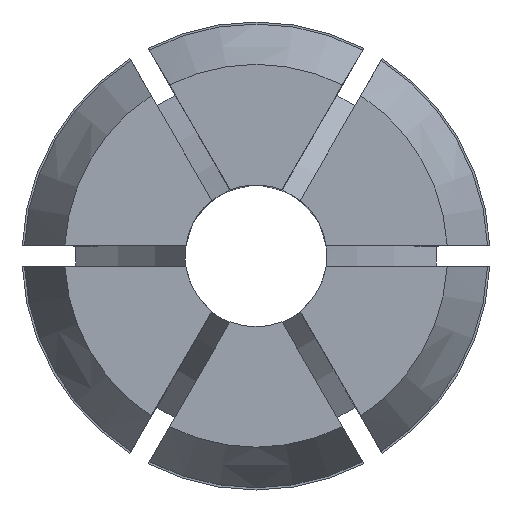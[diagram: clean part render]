
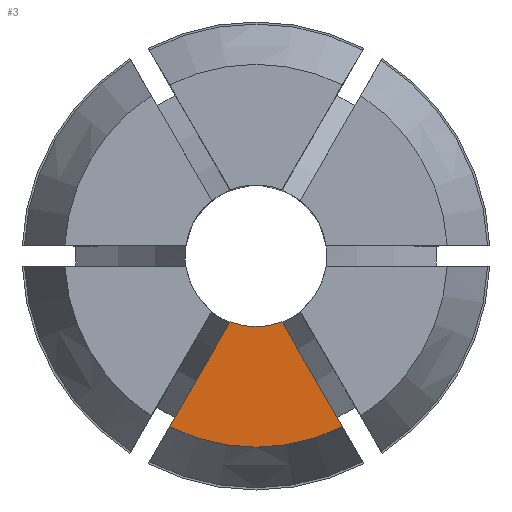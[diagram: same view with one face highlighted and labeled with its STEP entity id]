
A CAD part, top view. The second image highlights one B-rep face of the part: STEP entity #3.
In plain terms, the highlighted planar face has unit normal (0, 0, 1).
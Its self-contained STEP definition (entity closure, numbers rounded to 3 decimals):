
#3 = ADVANCED_FACE ( 'NONE', ( #2856 ), #1312, .T. ) ;
#92 = EDGE_CURVE ( 'NONE', #2552, #1222, #937, .T. ) ;
#114 = CARTESIAN_POINT ( 'NONE',  ( 0., 13.499, 40. ) ) ;
#122 = CIRCLE ( 'NONE', #1821, 5. ) ;
#168 = CARTESIAN_POINT ( 'NONE',  ( -6.495, 9.75, 40. ) ) ;
#221 = VECTOR ( 'NONE', #2340, 1000. ) ;
#326 = DIRECTION ( 'NONE',  ( -0.5, -0.866, 0. ) ) ;
#367 = DIRECTION ( 'NONE',  ( 0., 0., -1. ) ) ;
#478 = EDGE_CURVE ( 'NONE', #2710, #1222, #500, .T. ) ;
#500 = LINE ( 'NONE', #1283, #1924 ) ;
#833 = CARTESIAN_POINT ( 'NONE',  ( 1.822, -4.656, 40. ) ) ;
#916 = AXIS2_PLACEMENT_3D ( 'NONE', #114, #3045, #2085 ) ;
#937 = CIRCLE ( 'NONE', #1933, 13.499 ) ;
#1038 = ORIENTED_EDGE ( 'NONE', *, *, #1690, .F. ) ;
#1222 = VERTEX_POINT ( 'NONE', #2392 ) ;
#1277 = EDGE_CURVE ( 'NONE', #2710, #2655, #122, .T. ) ;
#1283 = CARTESIAN_POINT ( 'NONE',  ( 6.495, 9.75, 40. ) ) ;
#1312 = PLANE ( 'NONE',  #916 ) ;
#1317 = DIRECTION ( 'NONE',  ( -1., 0., 0. ) ) ;
#1355 = ORIENTED_EDGE ( 'NONE', *, *, #92, .F. ) ;
#1398 = DIRECTION ( 'NONE',  ( 1., 0., 0. ) ) ;
#1602 = EDGE_LOOP ( 'NONE', ( #2346, #1866, #1355, #1038 ) ) ;
#1690 = EDGE_CURVE ( 'NONE', #2655, #2552, #2610, .T. ) ;
#1821 = AXIS2_PLACEMENT_3D ( 'NONE', #2371, #2869, #1398 ) ;
#1843 = CARTESIAN_POINT ( 'NONE',  ( 0., 0., 40. ) ) ;
#1866 = ORIENTED_EDGE ( 'NONE', *, *, #478, .T. ) ;
#1924 = VECTOR ( 'NONE', #326, 1000. ) ;
#1933 = AXIS2_PLACEMENT_3D ( 'NONE', #1843, #367, #1317 ) ;
#2085 = DIRECTION ( 'NONE',  ( 1., 0., 0. ) ) ;
#2340 = DIRECTION ( 'NONE',  ( 0.5, -0.866, 0. ) ) ;
#2346 = ORIENTED_EDGE ( 'NONE', *, *, #1277, .F. ) ;
#2371 = CARTESIAN_POINT ( 'NONE',  ( 0., 0., 40. ) ) ;
#2392 = CARTESIAN_POINT ( 'NONE',  ( -6.09, -12.048, 40. ) ) ;
#2552 = VERTEX_POINT ( 'NONE', #2557 ) ;
#2557 = CARTESIAN_POINT ( 'NONE',  ( 6.09, -12.048, 40. ) ) ;
#2610 = LINE ( 'NONE', #168, #221 ) ;
#2655 = VERTEX_POINT ( 'NONE', #833 ) ;
#2710 = VERTEX_POINT ( 'NONE', #2954 ) ;
#2856 = FACE_OUTER_BOUND ( 'NONE', #1602, .T. ) ;
#2869 = DIRECTION ( 'NONE',  ( 0., 0., 1. ) ) ;
#2954 = CARTESIAN_POINT ( 'NONE',  ( -1.822, -4.656, 40. ) ) ;
#3045 = DIRECTION ( 'NONE',  ( 0., 0., 1. ) ) ;
